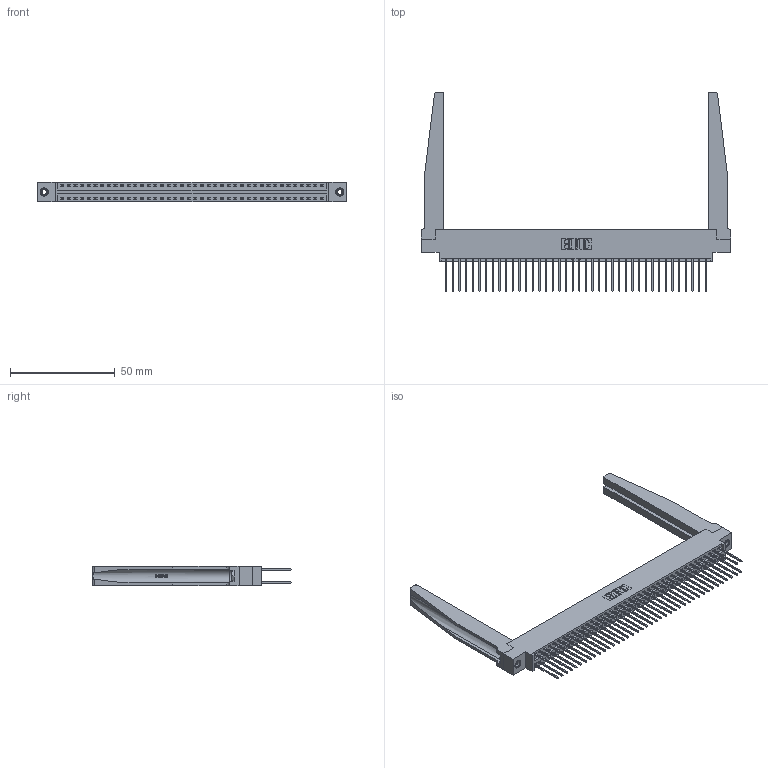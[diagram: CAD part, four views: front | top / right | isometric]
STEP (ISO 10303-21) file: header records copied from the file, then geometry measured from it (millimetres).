
FILE_DESCRIPTION (( 'STEP AP203' ), '1' );
FILE_NAME ('346-080-540-878.STEP', '2022-05-25T15:58:15', ( '' ), ( '' ), 'SwSTEP 2.0', 'SolidWorks 2020', '' );
FILE_SCHEMA (( 'CONFIG_CONTROL_DESIGN' ));
Length unit declared in the file: inch
Products named in the file (5): 346-080-540-878; 345-250-001_345-250-001-102; 346-220-078_345-220-078; 346 Part_0.170 Offset - 0.156 Dia-TH; 345-292-001_345-293-140
Assembly tree (85 placements, depth 2):
  346-080-540-878
    346 Part_0.170 Offset - 0.156 Dia-TH
    345-292-001_345-293-140  x80
    346-220-078_345-220-078  x2
    345-250-001_345-250-001-102  x2
Bounding box: 147.57 x 94.74 x 9.4 mm (x, y, z)
Volume: 21414.2 mm3; surface area: 28093.3 mm2
Topology: 85 solids, 85 shells, 4534 faces, 13385 edges, 8806 vertices
Faces by surface type: plane 3036, cylinder 1446, bspline 36, cone 12, torus 4
Entity records: 31688 total; most frequent: CARTESIAN_POINT 6169, ORIENTED_EDGE 4990, DIRECTION 4473, EDGE_CURVE 2495, LINE 2109, VECTOR 2109, VERTEX_POINT 1656, AXIS2_PLACEMENT_3D 1182
